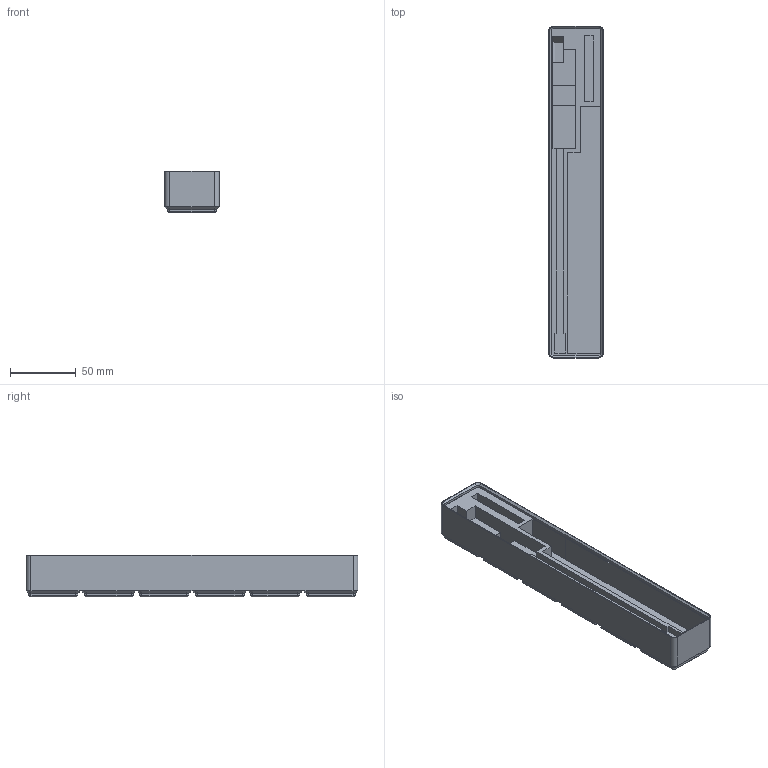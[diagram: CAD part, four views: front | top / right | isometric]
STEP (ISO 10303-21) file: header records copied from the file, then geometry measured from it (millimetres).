
FILE_DESCRIPTION(/* description */ (''),/* implementation_level */ '2;1');
FILE_NAME(/* name */ 'Gridfinity Caliper Holder.step',/* time_stamp */ '2023-08-30T01:46:50+08:00',/* author */ (''),/* organization */ (''),/* preprocessor_version */ 'ST-DEVELOPER v20',/* originating_system */ 'Autodesk Translation Framework v12.9.0.99',/* authorisation */ '');
FILE_SCHEMA (('AUTOMOTIVE_DESIGN { 1 0 10303 214 3 1 1 }'));
Length unit declared in the file: millimetre
Products named in the file (2): Gridfinity Caliper Holder; Gridfinity bin 6x1x4
Assembly tree (1 placements, depth 2):
  Gridfinity Caliper Holder
    Gridfinity bin 6x1x4
Bounding box: 41.5 x 251.5 x 31.8 mm (x, y, z)
Volume: 166759.8 mm3; surface area: 59313.4 mm2
Topology: 1 solids, 1 shells, 585 faces, 1405 edges, 850 vertices
Faces by surface type: plane 449, cylinder 80, cone 56
Full cylindrical faces by diameter (mm): 3 x24, 6.5 x24
Entity records: 16712 total; most frequent: DIRECTION 2961, CARTESIAN_POINT 2843, ORIENTED_EDGE 2810, EDGE_CURVE 1405, LINE 1025, VECTOR 1025, AXIS2_PLACEMENT_3D 968, VERTEX_POINT 850
